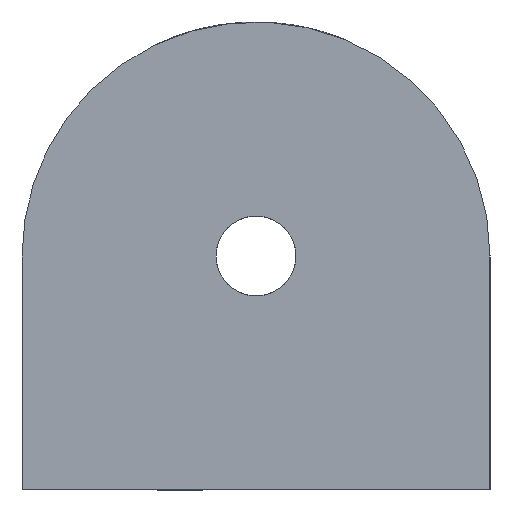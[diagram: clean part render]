
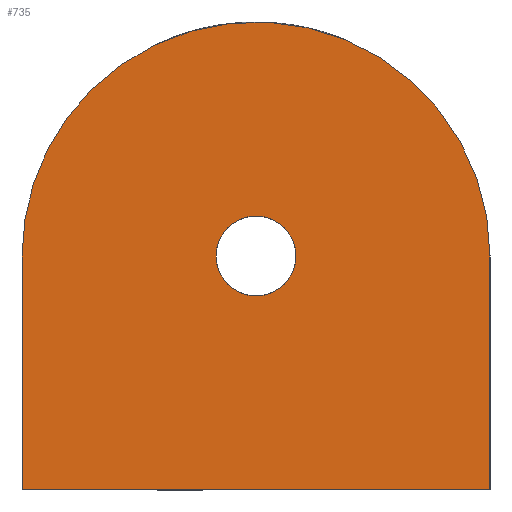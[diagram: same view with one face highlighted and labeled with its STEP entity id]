
A CAD part, left-side view. The second image highlights one B-rep face of the part: STEP entity #735.
In plain terms, the highlighted planar face has unit normal (-1, 0, 0).
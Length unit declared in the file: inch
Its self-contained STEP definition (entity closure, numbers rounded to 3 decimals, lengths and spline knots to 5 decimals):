
#137=CARTESIAN_POINT('',(-0.719,0.53033,1.28033));
#138=VERTEX_POINT('',#137);
#154=CARTESIAN_POINT('',(-0.719,0.75,0.75));
#155=VERTEX_POINT('',#154);
#162=CARTESIAN_POINT('',(-0.719,0.,0.75));
#163=DIRECTION('',(1.,0.,0.));
#164=DIRECTION('',(0.,0.707,0.707));
#165=AXIS2_PLACEMENT_3D('',#162,#163,#164);
#166=CIRCLE('',#165,0.75);
#167=EDGE_CURVE('',#155,#138,#166,.T.);
#177=CARTESIAN_POINT('',(-0.719,0.128,0.75));
#178=VERTEX_POINT('',#177);
#187=CARTESIAN_POINT('',(-0.719,-0.128,0.75));
#188=VERTEX_POINT('',#187);
#189=CARTESIAN_POINT('',(-0.719,0.,0.75));
#190=DIRECTION('',(-1.0,0.0,0.0));
#191=DIRECTION('',(0.0,1.0,0.0));
#192=AXIS2_PLACEMENT_3D('',#189,#190,#191);
#193=CIRCLE('',#192,0.128);
#194=EDGE_CURVE('',#178,#188,#193,.T.);
#686=CARTESIAN_POINT('',(-0.719,0.0,0.75));
#687=DIRECTION('',(-1.0,0.0,0.0));
#688=DIRECTION('',(0.0,0.0,1.0));
#689=AXIS2_PLACEMENT_3D('',#686,#687,#688);
#690=PLANE('',#689);
#691=ORIENTED_EDGE('',*,*,#167,.F.);
#692=CARTESIAN_POINT('',(-0.719,0.75,0.));
#693=VERTEX_POINT('',#692);
#694=CARTESIAN_POINT('',(-0.719,0.75,0.));
#695=DIRECTION('',(0.0,0.0,1.0));
#696=VECTOR('',#695,0.75);
#697=LINE('',#694,#696);
#698=EDGE_CURVE('',#693,#155,#697,.T.);
#699=ORIENTED_EDGE('',*,*,#698,.F.);
#700=CARTESIAN_POINT('',(-0.719,-0.75,0.));
#701=VERTEX_POINT('',#700);
#702=CARTESIAN_POINT('',(-0.719,-0.75,0.));
#703=DIRECTION('',(0.0,1.0,0.0));
#704=VECTOR('',#703,1.5);
#705=LINE('',#702,#704);
#706=EDGE_CURVE('',#701,#693,#705,.T.);
#707=ORIENTED_EDGE('',*,*,#706,.F.);
#708=CARTESIAN_POINT('',(-0.719,-0.75,0.75));
#709=VERTEX_POINT('',#708);
#710=CARTESIAN_POINT('',(-0.719,-0.75,0.75));
#711=DIRECTION('',(0.0,0.0,-1.0));
#712=VECTOR('',#711,0.75);
#713=LINE('',#710,#712);
#714=EDGE_CURVE('',#709,#701,#713,.T.);
#715=ORIENTED_EDGE('',*,*,#714,.F.);
#716=CARTESIAN_POINT('',(-0.719,0.,0.75));
#717=DIRECTION('',(1.,0.,0.));
#718=DIRECTION('',(0.,0.707,0.707));
#719=AXIS2_PLACEMENT_3D('',#716,#717,#718);
#720=CIRCLE('',#719,0.75);
#721=EDGE_CURVE('',#138,#709,#720,.T.);
#722=ORIENTED_EDGE('',*,*,#721,.F.);
#723=EDGE_LOOP('',(#691,#699,#707,#715,#722));
#724=FACE_OUTER_BOUND('',#723,.T.);
#725=CARTESIAN_POINT('',(-0.719,0.,0.75));
#726=DIRECTION('',(-1.0,0.0,0.0));
#727=DIRECTION('',(0.0,1.0,0.0));
#728=AXIS2_PLACEMENT_3D('',#725,#726,#727);
#729=CIRCLE('',#728,0.128);
#730=EDGE_CURVE('',#188,#178,#729,.T.);
#731=ORIENTED_EDGE('',*,*,#730,.F.);
#732=ORIENTED_EDGE('',*,*,#194,.F.);
#733=EDGE_LOOP('',(#731,#732));
#734=FACE_BOUND('',#733,.T.);
#735=ADVANCED_FACE('',(#724,#734),#690,.T.);
